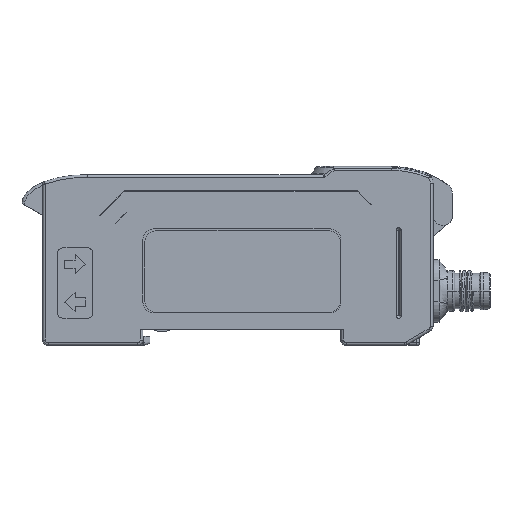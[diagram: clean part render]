
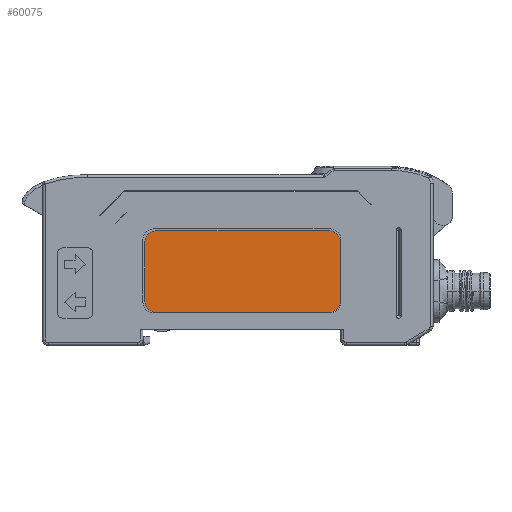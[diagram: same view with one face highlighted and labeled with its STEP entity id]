
A CAD part, top view. The second image highlights one B-rep face of the part: STEP entity #60075.
In plain terms, the highlighted planar face has unit normal (0, 0, 1).
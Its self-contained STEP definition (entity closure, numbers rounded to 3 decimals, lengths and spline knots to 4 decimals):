
#17648=CARTESIAN_POINT('',(0.8219,0.753,
0.1988));
#17649=DIRECTION('',(0.,0.,1.));
#17650=DIRECTION('',(0.,1.,0.));
#17651=AXIS2_PLACEMENT_3D('',#17648,#17649,#17650);
#17653=DIRECTION('',(-1.,0.,0.));
#17654=VECTOR('',#17653,1.2598);
#17655=CARTESIAN_POINT('',(2.0817,0.8317,
0.1988));
#17656=LINE('',#17655,#17654);
#17657=CARTESIAN_POINT('',(2.0817,0.753,
0.1988));
#17658=DIRECTION('',(0.,0.,1.));
#17659=DIRECTION('',(1.,0.,0.));
#17660=AXIS2_PLACEMENT_3D('',#17657,#17658,#17659);
#17662=DIRECTION('',(0.,1.,0.));
#17663=VECTOR('',#17662,0.4331);
#17664=CARTESIAN_POINT('',(2.1604,0.3199,
0.1988));
#17665=LINE('',#17664,#17663);
#17666=CARTESIAN_POINT('',(2.0817,0.3199,
0.1988));
#17667=DIRECTION('',(0.,0.,1.));
#17668=DIRECTION('',(0.,-1.,0.));
#17669=AXIS2_PLACEMENT_3D('',#17666,#17667,#17668);
#17671=DIRECTION('',(1.,0.,0.));
#17672=VECTOR('',#17671,1.2598);
#17673=CARTESIAN_POINT('',(0.8219,0.2411,
0.1988));
#17674=LINE('',#17673,#17672);
#17675=CARTESIAN_POINT('',(0.8219,0.3199,
0.1988));
#17676=DIRECTION('',(0.,0.,1.));
#17677=DIRECTION('',(-1.,0.,0.));
#17678=AXIS2_PLACEMENT_3D('',#17675,#17676,#17677);
#17680=DIRECTION('',(0.,-1.,0.));
#17681=VECTOR('',#17680,0.4331);
#17682=CARTESIAN_POINT('',(0.7431,0.753,
0.1988));
#17683=LINE('',#17682,#17681);
#35883=CARTESIAN_POINT('',(0.8219,0.8317,
0.1988));
#35884=CARTESIAN_POINT('',(0.7431,0.753,
0.1988));
#35885=VERTEX_POINT('',#35883);
#35886=VERTEX_POINT('',#35884);
#35887=CARTESIAN_POINT('',(0.7431,0.3199,
0.1988));
#35888=CARTESIAN_POINT('',(0.8219,0.2411,
0.1988));
#35889=VERTEX_POINT('',#35887);
#35890=VERTEX_POINT('',#35888);
#35891=CARTESIAN_POINT('',(2.0817,0.2411,
0.1988));
#35892=CARTESIAN_POINT('',(2.1604,0.3199,
0.1988));
#35893=VERTEX_POINT('',#35891);
#35894=VERTEX_POINT('',#35892);
#35895=CARTESIAN_POINT('',(2.1604,0.753,
0.1988));
#35896=CARTESIAN_POINT('',(2.0817,0.8317,
0.1988));
#35897=VERTEX_POINT('',#35895);
#35898=VERTEX_POINT('',#35896);
#60060=CARTESIAN_POINT('',(0.7431,0.2411,
0.1988));
#60061=DIRECTION('',(0.,0.,1.));
#60062=DIRECTION('',(1.,0.,0.));
#60063=AXIS2_PLACEMENT_3D('',#60060,#60061,#60062);
#60064=PLANE('',#60063);
#60065=ORIENTED_EDGE('',*,*,#59999,.F.);
#60066=ORIENTED_EDGE('',*,*,#60013,.F.);
#60067=ORIENTED_EDGE('',*,*,#60027,.F.);
#60068=ORIENTED_EDGE('',*,*,#60041,.F.);
#60069=ORIENTED_EDGE('',*,*,#60054,.F.);
#60070=ORIENTED_EDGE('',*,*,#59956,.F.);
#60071=ORIENTED_EDGE('',*,*,#59971,.F.);
#60072=ORIENTED_EDGE('',*,*,#59985,.F.);
#60073=EDGE_LOOP('',(#60065,#60066,#60067,#60068,#60069,#60070,#60071,#60072));
#60074=FACE_OUTER_BOUND('',#60073,.F.);
#60075=ADVANCED_FACE('',(#60074),#60064,.T.);
#17652=CIRCLE('',#17651,0.0787);
#17661=CIRCLE('',#17660,0.0787);
#17670=CIRCLE('',#17669,0.0787);
#17679=CIRCLE('',#17678,0.0787);
#59956=EDGE_CURVE('',#35890,#35893,#17674,.T.);
#59971=EDGE_CURVE('',#35889,#35890,#17679,.T.);
#59985=EDGE_CURVE('',#35886,#35889,#17683,.T.);
#59999=EDGE_CURVE('',#35885,#35886,#17652,.T.);
#60013=EDGE_CURVE('',#35898,#35885,#17656,.T.);
#60027=EDGE_CURVE('',#35897,#35898,#17661,.T.);
#60041=EDGE_CURVE('',#35894,#35897,#17665,.T.);
#60054=EDGE_CURVE('',#35893,#35894,#17670,.T.);
